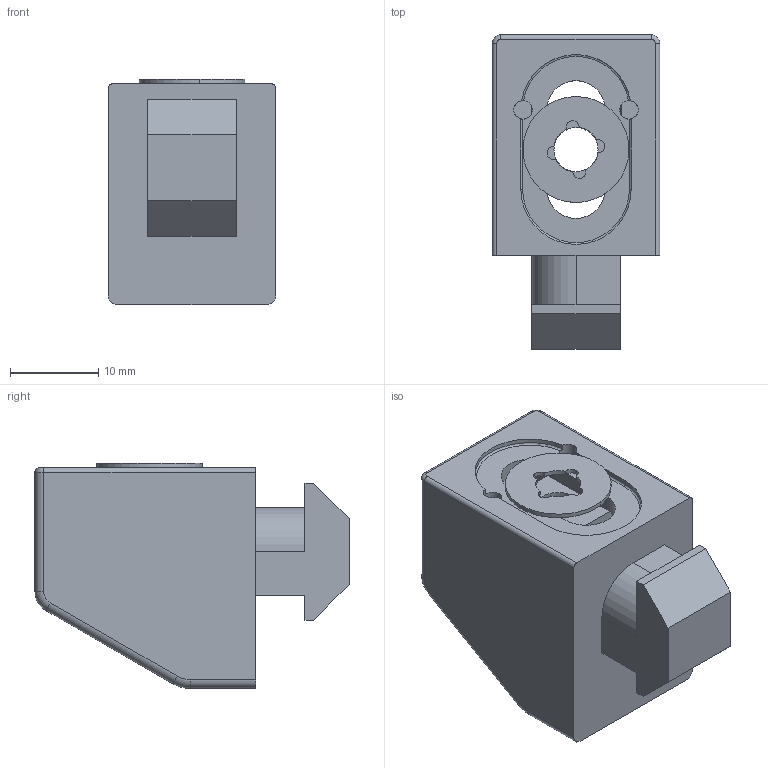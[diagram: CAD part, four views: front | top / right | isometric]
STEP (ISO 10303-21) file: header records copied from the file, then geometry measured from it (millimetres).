
FILE_DESCRIPTION (( 'STEP AP203' ), '1' );
FILE_NAME ('094004csm6.STEP', '2014-02-13T07:35:40', ( 'Fath' ), ( 'Hewlett-Packard Company' ), 'SwSTEP 2.0', 'SolidWorks 2014', '' );
FILE_SCHEMA (( 'CONFIG_CONTROL_DESIGN' ));
Length unit declared in the file: millimetre
Products named in the file (4): 094004cs_094604cs; 340me320_340me320; 093166_093 166; 094004csm6
Assembly tree (3 placements, depth 2):
  094004csm6
    094004cs_094604cs
    340me320_340me320
    093166_093 166
Bounding box: 19 x 35.6 x 25.5 mm (x, y, z)
Volume: 6469.1 mm3; surface area: 5093.3 mm2
Topology: 3 solids, 3 shells, 129 faces, 338 edges, 218 vertices
Faces by surface type: plane 72, cylinder 45, torus 12
Entity records: 4406 total; most frequent: CARTESIAN_POINT 721, DIRECTION 704, ORIENTED_EDGE 676, EDGE_CURVE 338, AXIS2_PLACEMENT_3D 237, LINE 230, VECTOR 230, VERTEX_POINT 218
